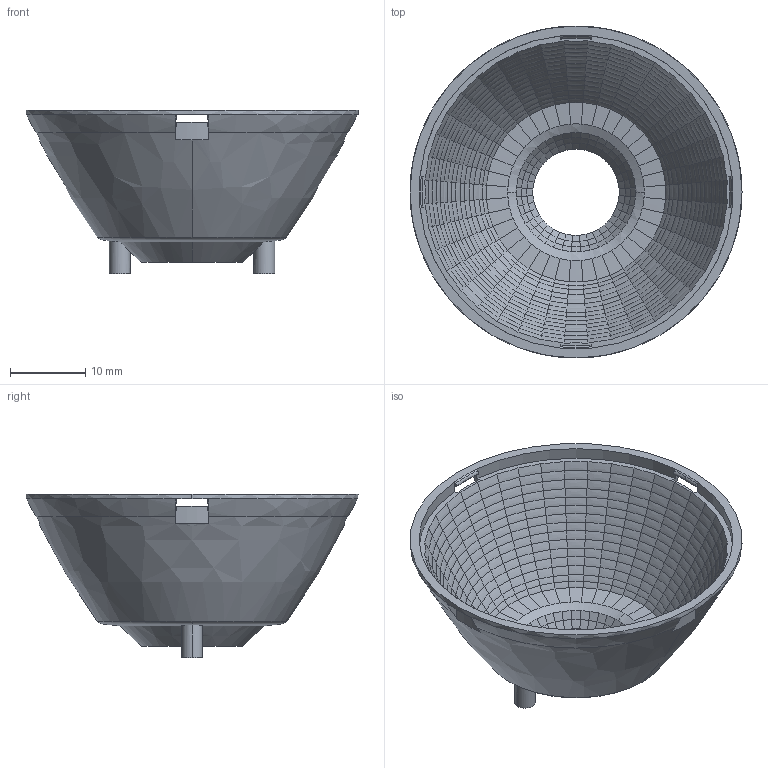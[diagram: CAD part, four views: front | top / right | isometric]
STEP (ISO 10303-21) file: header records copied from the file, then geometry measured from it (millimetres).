
FILE_DESCRIPTION (( 'STEP AP203' ), '1' );
FILE_NAME ('SL-04415B-20140113.STEP', '2016-03-11T10:09:36', ( 'human' ), ( '' ), 'SwSTEP 2.0', 'SolidWorks 2014', '' );
FILE_SCHEMA (( 'CONFIG_CONTROL_DESIGN' ));
Products named in the file (1): SL-04415B-20140113
Bounding box: 44 x 44 x 21.65 mm (x, y, z)
Volume: 2610.8 mm3; surface area: 5275.3 mm2
Topology: 1 solids, 1 shells, 830 faces, 1956 edges, 1121 vertices
Faces by surface type: bspline 770, plane 25, cylinder 14, cone 14, torus 7
Entity records: 63058 total; most frequent: CARTESIAN_POINT 49923, ORIENTED_EDGE 3912, EDGE_CURVE 1956, B_SPLINE_CURVE_WITH_KNOTS 1722, VERTEX_POINT 1121, EDGE_LOOP 833, FACE_OUTER_BOUND 830, ADVANCED_FACE 830
